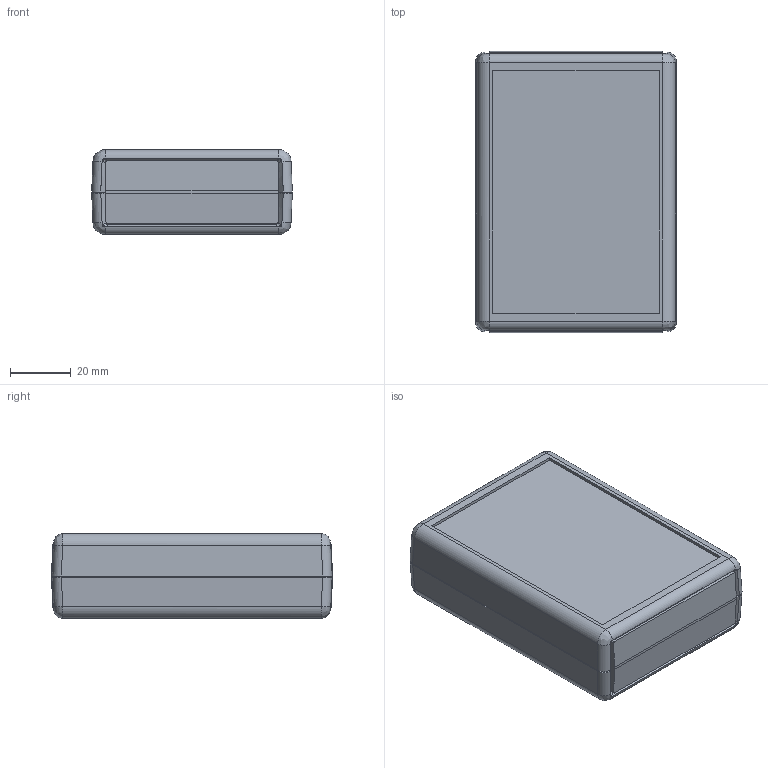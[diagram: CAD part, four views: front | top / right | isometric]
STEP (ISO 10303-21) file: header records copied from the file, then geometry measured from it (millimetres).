
FILE_DESCRIPTION(/* description */ (''),/* implementation_level */ '2;1');
FILE_NAME(/* name */ '1593L.iam.stp',/* time_stamp */ '2016-04-25T15:45:18-04:00',/* author */ ('Lynn'),/* organization */ (''),/* preprocessor_version */ 'ST-DEVELOPER v16.1',/* originating_system */ 'Autodesk Inventor 2016',/* authorisation */ '');
FILE_SCHEMA (('AUTOMOTIVE_DESIGN { 1 0 10303 214 3 1 1 }'));
Products named in the file (7): 1593L BOTTOM; 1593L Top; 1593K-L-P-Q-X-Y Flat endplate; 1593K-L-P-Q-X-Y Contoured Endplate; 1593L PCB; #18680; 1593L
Assembly tree (7 placements, depth 2):
  #18680
  1593L
    1593L BOTTOM
    1593L Top
    1593K-L-P-Q-X-Y Flat endplate  x2
    1593K-L-P-Q-X-Y Contoured Endplate  x2
    1593L PCB
Bounding box: 66.22 x 92.75 x 28 mm (x, y, z)
Volume: 61742.2 mm3; surface area: 61500.4 mm2
Topology: 11 solids, 11 shells, 684 faces, 1777 edges, 1178 vertices
Faces by surface type: plane 390, bspline 112, cylinder 110, cone 60, torus 8, sphere 4
Full cylindrical faces by diameter (mm): 2.25 x4, 2.5 x12, 2.845 x4, 3 x12, 3.2 x4, 6 x4
Entity records: 18670 total; most frequent: CARTESIAN_POINT 5865, ORIENTED_EDGE 2692, DIRECTION 2304, EDGE_CURVE 1346, VERTEX_POINT 922, LINE 782, VECTOR 782, AXIS2_PLACEMENT_3D 761
